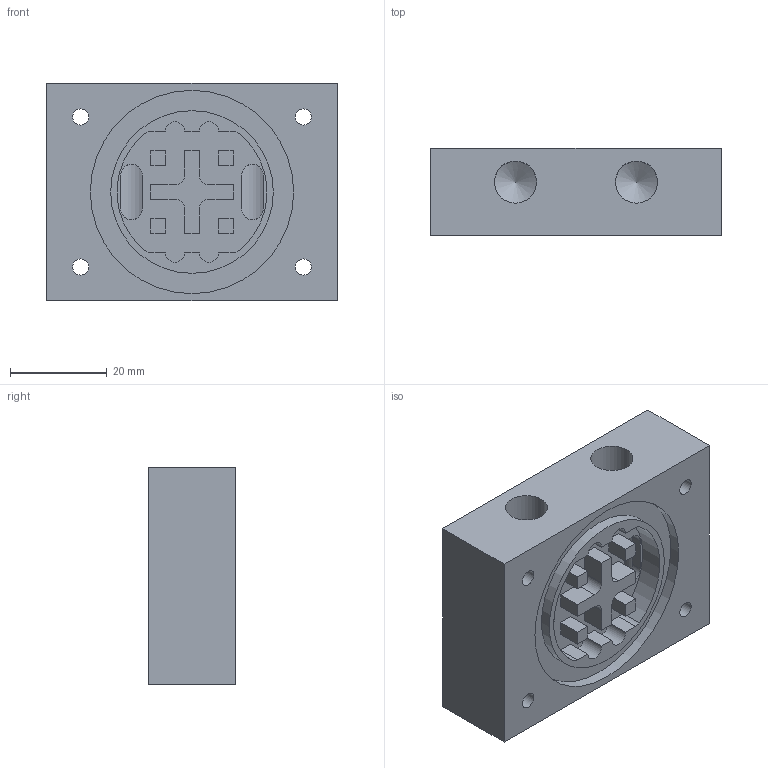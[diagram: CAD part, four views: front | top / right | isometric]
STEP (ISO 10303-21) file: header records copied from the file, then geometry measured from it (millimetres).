
FILE_DESCRIPTION(/* description */ (''),/* implementation_level */ '2;1');
FILE_NAME(/* name */ 'cooler.step',/* time_stamp */ '2021-07-10T15:10:34+02:00',/* author */ (''),/* organization */ (''),/* preprocessor_version */ 'ST-DEVELOPER v18.1',/* originating_system */ 'Autodesk Translation Framework v10.9.0.1377',/* authorisation */ '');
FILE_SCHEMA (('AUTOMOTIVE_DESIGN { 1 0 10303 214 3 1 1 }'));
Length unit declared in the file: millimetre
Products named in the file (1): kühlkörper-v3-amplifier
Bounding box: 60 x 18 x 45 mm (x, y, z)
Volume: 40112.9 mm3; surface area: 13077.8 mm2
Topology: 1 solids, 1 shells, 80 faces, 208 edges, 138 vertices
Faces by surface type: plane 52, cylinder 26, cone 2
Full cylindrical faces by diameter (mm): 3.332 x4, 8.707 x2, 33.6 x1, 42 x1
Entity records: 2568 total; most frequent: CARTESIAN_POINT 493, ORIENTED_EDGE 412, DIRECTION 412, EDGE_CURVE 206, LINE 154, VECTOR 154, VERTEX_POINT 138, AXIS2_PLACEMENT_3D 129
